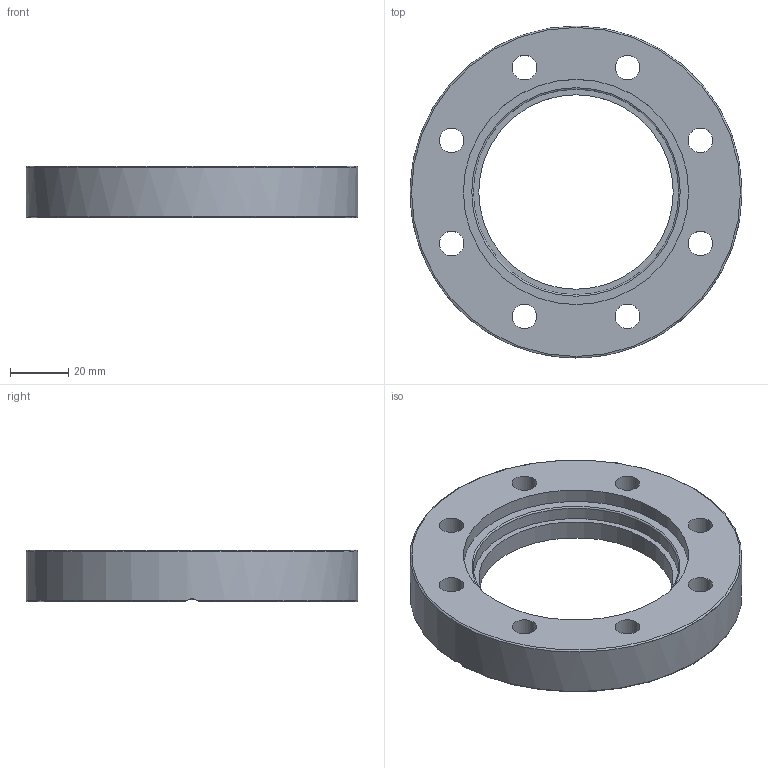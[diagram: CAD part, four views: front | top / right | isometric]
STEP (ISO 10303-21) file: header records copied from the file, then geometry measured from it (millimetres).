
FILE_DESCRIPTION((''),'2;1');
FILE_NAME('F63RB70-316.stp','2009-03-13T09:01:27',('hasers'),(''),'Autodesk Inventor 2008','Autodesk Inventor 2008','');
FILE_SCHEMA(('AUTOMOTIVE_DESIGN { 1 0 10303 214 1 1 1 1 }'));
Length unit declared in the file: millimetre
Products named in the file (3): F63RB70-316; CF-R [Subject [Summary]=-316L][Title [Summary]=F63RO]; CF-R [Subject [Summary]=-316L][Title [Summary]=F63RIB70]
Assembly tree (2 placements, depth 2):
  F63RB70-316
    CF-R [Subject [Summary]=-316L][Title [Summary]=F63RO]
    CF-R [Subject [Summary]=-316L][Title [Summary]=F63RIB70]
Bounding box: 113.5 x 113.5 x 17.5 mm (x, y, z)
Volume: 98120.3 mm3; surface area: 33435 mm2
Topology: 2 solids, 2 shells, 35 faces, 91 edges, 61 vertices
Faces by surface type: bspline 15, torus 7, cylinder 5, plane 5, cone 3
Full cylindrical faces by diameter (mm): 82.4 x1, 83.2 x1, 113.5 x1
Entity records: 1249 total; most frequent: CARTESIAN_POINT 485, DIRECTION 138, ORIENTED_EDGE 108, EDGE_LOOP 80, AXIS2_PLACEMENT_3D 67, EDGE_CURVE 54, VERTEX_POINT 48, FACE_BOUND 45
